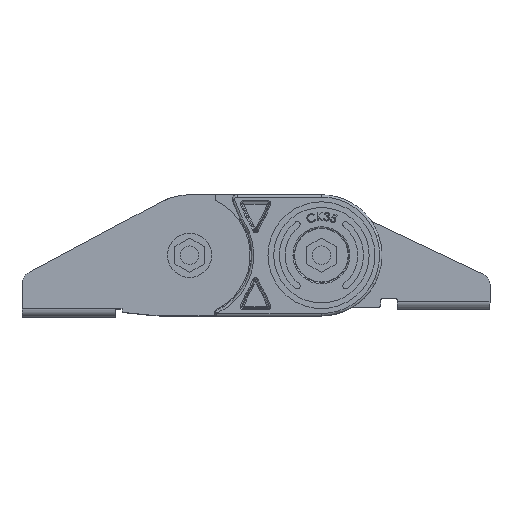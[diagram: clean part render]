
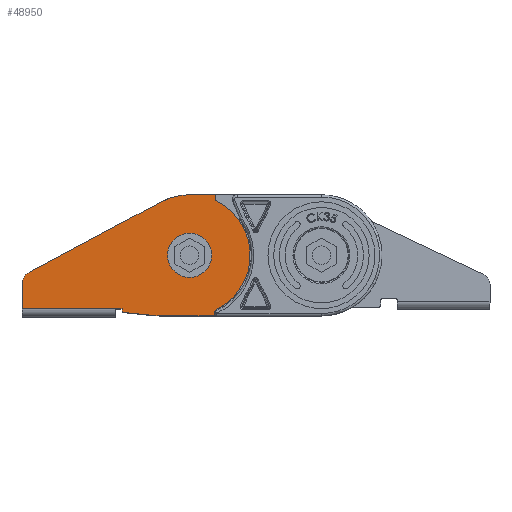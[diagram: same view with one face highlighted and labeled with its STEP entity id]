
A CAD part, top view. The second image highlights one B-rep face of the part: STEP entity #48950.
In plain terms, the highlighted planar face has unit normal (0, 0, 1).
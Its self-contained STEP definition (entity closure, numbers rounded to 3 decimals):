
#11 = EDGE_CURVE ( 'NONE', #27899, #32974, #20597, .T. ) ;
#14 = VERTEX_POINT ( 'NONE', #44866 ) ;
#249 = CARTESIAN_POINT ( 'NONE',  ( -62.258, 103.899, -24.066 ) ) ;
#399 = ORIENTED_EDGE ( 'NONE', *, *, #26878, .T. ) ;
#485 = DIRECTION ( 'NONE',  ( 0., 1., 0. ) ) ;
#1095 = CIRCLE ( 'NONE', #28777, 8. ) ;
#2246 = CARTESIAN_POINT ( 'NONE',  ( -91.258, 72.899, -24.066 ) ) ;
#2515 = ORIENTED_EDGE ( 'NONE', *, *, #11, .F. ) ;
#2532 = VERTEX_POINT ( 'NONE', #40039 ) ;
#3382 = ORIENTED_EDGE ( 'NONE', *, *, #12195, .T. ) ;
#3484 = CIRCLE ( 'NONE', #20935, 30. ) ;
#4025 = VERTEX_POINT ( 'NONE', #15589 ) ;
#4067 = ORIENTED_EDGE ( 'NONE', *, *, #16667, .T. ) ;
#4866 = LINE ( 'NONE', #26253, #31551 ) ;
#5064 = DIRECTION ( 'NONE',  ( 0., -1., 0. ) ) ;
#5507 = VERTEX_POINT ( 'NONE', #45584 ) ;
#5558 = CARTESIAN_POINT ( 'NONE',  ( -62.258, 95.899, -24.066 ) ) ;
#6236 = LINE ( 'NONE', #42871, #6809 ) ;
#6296 = CARTESIAN_POINT ( 'NONE',  ( -75.21, 99.899, -24.066 ) ) ;
#6516 = DIRECTION ( 'NONE',  ( 0., 1., 0. ) ) ;
#6728 = ORIENTED_EDGE ( 'NONE', *, *, #24629, .T. ) ;
#6809 = VECTOR ( 'NONE', #5064, 1000. ) ;
#7304 = CARTESIAN_POINT ( 'NONE',  ( -94.258, 72.839, -24.066 ) ) ;
#7729 = DIRECTION ( 'NONE',  ( 0., 0., 1. ) ) ;
#7894 = DIRECTION ( 'NONE',  ( 1., 0., 0. ) ) ;
#8738 = ORIENTED_EDGE ( 'NONE', *, *, #23235, .T. ) ;
#9210 = AXIS2_PLACEMENT_3D ( 'NONE', #5558, #39366, #20760 ) ;
#9613 = CARTESIAN_POINT ( 'NONE',  ( -78.297, 70.059, -24.066 ) ) ;
#9911 = EDGE_CURVE ( 'NONE', #12601, #26852, #34690, .T. ) ;
#10706 = ORIENTED_EDGE ( 'NONE', *, *, #41699, .T. ) ;
#10876 = FACE_BOUND ( 'NONE', #15220, .T. ) ;
#10979 = CARTESIAN_POINT ( 'NONE',  ( -94.258, 72.899, -24.066 ) ) ;
#11122 = VECTOR ( 'NONE', #29917, 1000. ) ;
#11273 = VERTEX_POINT ( 'NONE', #35641 ) ;
#11865 = CARTESIAN_POINT ( 'NONE',  ( -51.258, 72.341, -24.066 ) ) ;
#11939 = CARTESIAN_POINT ( 'NONE',  ( -62.258, 95.899, -24.066 ) ) ;
#12157 = EDGE_CURVE ( 'NONE', #19948, #11273, #22589, .T. ) ;
#12195 = EDGE_CURVE ( 'NONE', #45954, #14, #4866, .T. ) ;
#12601 = VERTEX_POINT ( 'NONE', #40160 ) ;
#12771 = EDGE_CURVE ( 'NONE', #40315, #30992, #47550, .T. ) ;
#13244 = FACE_OUTER_BOUND ( 'NONE', #25737, .T. ) ;
#13592 = AXIS2_PLACEMENT_3D ( 'NONE', #19333, #23135, #485 ) ;
#13971 = VECTOR ( 'NONE', #14011, 1000. ) ;
#14011 = DIRECTION ( 'NONE',  ( -0.882, -0.471, 0. ) ) ;
#14096 = AXIS2_PLACEMENT_3D ( 'NONE', #11939, #38604, #42418 ) ;
#14891 = VECTOR ( 'NONE', #40086, 1000. ) ;
#15220 = EDGE_LOOP ( 'NONE', ( #17239, #26079 ) ) ;
#15589 = CARTESIAN_POINT ( 'NONE',  ( -74.495, 118.839, -24.066 ) ) ;
#16667 = EDGE_CURVE ( 'NONE', #4025, #19948, #32345, .T. ) ;
#17239 = ORIENTED_EDGE ( 'NONE', *, *, #43729, .F. ) ;
#19333 = CARTESIAN_POINT ( 'NONE',  ( -62.258, 95.899, -24.066 ) ) ;
#19826 = LINE ( 'NONE', #2246, #24552 ) ;
#19948 = VERTEX_POINT ( 'NONE', #23201 ) ;
#20008 = ORIENTED_EDGE ( 'NONE', *, *, #32457, .T. ) ;
#20491 = CARTESIAN_POINT ( 'NONE',  ( -62.258, 87.899, -24.066 ) ) ;
#20579 = ORIENTED_EDGE ( 'NONE', *, *, #12157, .T. ) ;
#20597 = LINE ( 'NONE', #22404, #11122 ) ;
#20760 = DIRECTION ( 'NONE',  ( 0., 1., 0. ) ) ;
#20895 = CARTESIAN_POINT ( 'NONE',  ( -78.297, 70.059, -24.066 ) ) ;
#20935 = AXIS2_PLACEMENT_3D ( 'NONE', #6296, #43907, #48082 ) ;
#21031 = EDGE_CURVE ( 'NONE', #26962, #2532, #3484, .T. ) ;
#21047 = DIRECTION ( 'NONE',  ( -1., 0., 0. ) ) ;
#21492 = CARTESIAN_POINT ( 'NONE',  ( -134.258, 72.839, -24.066 ) ) ;
#22404 = CARTESIAN_POINT ( 'NONE',  ( -62.258, 72.839, -24.066 ) ) ;
#22411 = CARTESIAN_POINT ( 'NONE',  ( -128.258, 83.36, -24.066 ) ) ;
#22589 = CIRCLE ( 'NONE', #25612, 6. ) ;
#23135 = DIRECTION ( 'NONE',  ( 0., 0., 1. ) ) ;
#23201 = CARTESIAN_POINT ( 'NONE',  ( -131.082, 88.654, -24.066 ) ) ;
#23235 = EDGE_CURVE ( 'NONE', #5507, #4025, #40088, .T. ) ;
#23519 = DIRECTION ( 'NONE',  ( 0., 1., 0. ) ) ;
#23573 = CARTESIAN_POINT ( 'NONE',  ( -134.258, 86.959, -24.066 ) ) ;
#23627 = ORIENTED_EDGE ( 'NONE', *, *, #48487, .T. ) ;
#24339 = EDGE_CURVE ( 'NONE', #26852, #42363, #19826, .T. ) ;
#24552 = VECTOR ( 'NONE', #28760, 1000. ) ;
#24629 = EDGE_CURVE ( 'NONE', #11273, #32974, #6236, .T. ) ;
#24679 = CARTESIAN_POINT ( 'NONE',  ( -91.258, 72.899, -24.066 ) ) ;
#25612 = AXIS2_PLACEMENT_3D ( 'NONE', #22411, #7729, #7894 ) ;
#25737 = EDGE_LOOP ( 'NONE', ( #4067, #20579, #6728, #2515, #399, #43479, #30356, #10706, #45973, #29587, #23627, #20008, #3382, #28574, #8738 ) ) ;
#26025 = DIRECTION ( 'NONE',  ( 1., 0., 0. ) ) ;
#26079 = ORIENTED_EDGE ( 'NONE', *, *, #12771, .F. ) ;
#26171 = DIRECTION ( 'NONE',  ( 0., 1., 0. ) ) ;
#26253 = CARTESIAN_POINT ( 'NONE',  ( -51.258, 121.899, -24.066 ) ) ;
#26852 = VERTEX_POINT ( 'NONE', #24679 ) ;
#26878 = EDGE_CURVE ( 'NONE', #27899, #12601, #38086, .T. ) ;
#26962 = VERTEX_POINT ( 'NONE', #20895 ) ;
#27193 = CARTESIAN_POINT ( 'NONE',  ( -51.258, 69.899, -24.066 ) ) ;
#27377 = VECTOR ( 'NONE', #23519, 1000. ) ;
#27899 = VERTEX_POINT ( 'NONE', #7304 ) ;
#28143 = DIRECTION ( 'NONE',  ( 1., 0., 0. ) ) ;
#28233 = PLANE ( 'NONE',  #9210 ) ;
#28574 = ORIENTED_EDGE ( 'NONE', *, *, #43799, .T. ) ;
#28623 = CARTESIAN_POINT ( 'NONE',  ( -75.21, 69.899, -24.066 ) ) ;
#28689 = DIRECTION ( 'NONE',  ( 0., 0., 1. ) ) ;
#28760 = DIRECTION ( 'NONE',  ( 0., -1., 0. ) ) ;
#28777 = AXIS2_PLACEMENT_3D ( 'NONE', #43966, #28689, #6516 ) ;
#28949 = VECTOR ( 'NONE', #21047, 1000. ) ;
#29587 = ORIENTED_EDGE ( 'NONE', *, *, #41992, .T. ) ;
#29917 = DIRECTION ( 'NONE',  ( -1., 0., 0. ) ) ;
#30087 = VERTEX_POINT ( 'NONE', #27193 ) ;
#30290 = LINE ( 'NONE', #28623, #45149 ) ;
#30356 = ORIENTED_EDGE ( 'NONE', *, *, #24339, .T. ) ;
#30992 = VERTEX_POINT ( 'NONE', #20491 ) ;
#31551 = VECTOR ( 'NONE', #34062, 1000. ) ;
#32148 = VECTOR ( 'NONE', #38602, 1000. ) ;
#32345 = LINE ( 'NONE', #23573, #13971 ) ;
#32457 = EDGE_CURVE ( 'NONE', #39735, #45954, #36252, .T. ) ;
#32668 = CARTESIAN_POINT ( 'NONE',  ( -62.258, 121.899, -24.066 ) ) ;
#32974 = VERTEX_POINT ( 'NONE', #21492 ) ;
#33354 = CARTESIAN_POINT ( 'NONE',  ( -51.258, 119.458, -24.066 ) ) ;
#34062 = DIRECTION ( 'NONE',  ( 0., 1., 0. ) ) ;
#34318 = DIRECTION ( 'NONE',  ( 0., 0., 1. ) ) ;
#34438 = LINE ( 'NONE', #9613, #14891 ) ;
#34485 = CARTESIAN_POINT ( 'NONE',  ( -62.258, 95.899, -24.066 ) ) ;
#34557 = LINE ( 'NONE', #34973, #32148 ) ;
#34690 = LINE ( 'NONE', #10979, #47744 ) ;
#34973 = CARTESIAN_POINT ( 'NONE',  ( -51.258, 72.341, -24.066 ) ) ;
#35641 = CARTESIAN_POINT ( 'NONE',  ( -134.258, 83.36, -24.066 ) ) ;
#36252 = CIRCLE ( 'NONE', #44814, 26. ) ;
#38086 = LINE ( 'NONE', #38836, #27377 ) ;
#38602 = DIRECTION ( 'NONE',  ( 0., 1., 0. ) ) ;
#38604 = DIRECTION ( 'NONE',  ( 0., 0., 1. ) ) ;
#38836 = CARTESIAN_POINT ( 'NONE',  ( -94.258, 72.899, -24.066 ) ) ;
#39366 = DIRECTION ( 'NONE',  ( 0., 0., 1. ) ) ;
#39735 = VERTEX_POINT ( 'NONE', #11865 ) ;
#40039 = CARTESIAN_POINT ( 'NONE',  ( -75.21, 69.899, -24.066 ) ) ;
#40086 = DIRECTION ( 'NONE',  ( 0.995, -0.103, 0. ) ) ;
#40088 = CIRCLE ( 'NONE', #14096, 26. ) ;
#40160 = CARTESIAN_POINT ( 'NONE',  ( -94.258, 72.899, -24.066 ) ) ;
#40315 = VERTEX_POINT ( 'NONE', #249 ) ;
#41699 = EDGE_CURVE ( 'NONE', #42363, #26962, #34438, .T. ) ;
#41734 = CARTESIAN_POINT ( 'NONE',  ( -91.258, 71.399, -24.066 ) ) ;
#41992 = EDGE_CURVE ( 'NONE', #2532, #30087, #30290, .T. ) ;
#42363 = VERTEX_POINT ( 'NONE', #41734 ) ;
#42418 = DIRECTION ( 'NONE',  ( 0., 1., 0. ) ) ;
#42871 = CARTESIAN_POINT ( 'NONE',  ( -134.258, 52.399, -24.066 ) ) ;
#43479 = ORIENTED_EDGE ( 'NONE', *, *, #9911, .T. ) ;
#43729 = EDGE_CURVE ( 'NONE', #30992, #40315, #1095, .T. ) ;
#43799 = EDGE_CURVE ( 'NONE', #14, #5507, #49164, .T. ) ;
#43907 = DIRECTION ( 'NONE',  ( 0., 0., 1. ) ) ;
#43966 = CARTESIAN_POINT ( 'NONE',  ( -62.258, 95.899, -24.066 ) ) ;
#44814 = AXIS2_PLACEMENT_3D ( 'NONE', #34485, #34318, #26171 ) ;
#44866 = CARTESIAN_POINT ( 'NONE',  ( -51.258, 121.899, -24.066 ) ) ;
#45149 = VECTOR ( 'NONE', #28143, 1000. ) ;
#45584 = CARTESIAN_POINT ( 'NONE',  ( -62.258, 121.899, -24.066 ) ) ;
#45954 = VERTEX_POINT ( 'NONE', #33354 ) ;
#45973 = ORIENTED_EDGE ( 'NONE', *, *, #21031, .T. ) ;
#47550 = CIRCLE ( 'NONE', #13592, 8. ) ;
#47744 = VECTOR ( 'NONE', #26025, 1000. ) ;
#48082 = DIRECTION ( 'NONE',  ( 0., 1., 0. ) ) ;
#48487 = EDGE_CURVE ( 'NONE', #30087, #39735, #34557, .T. ) ;
#48950 = ADVANCED_FACE ( 'NONE', ( #13244, #10876 ), #28233, .T. ) ;
#49164 = LINE ( 'NONE', #32668, #28949 ) ;
